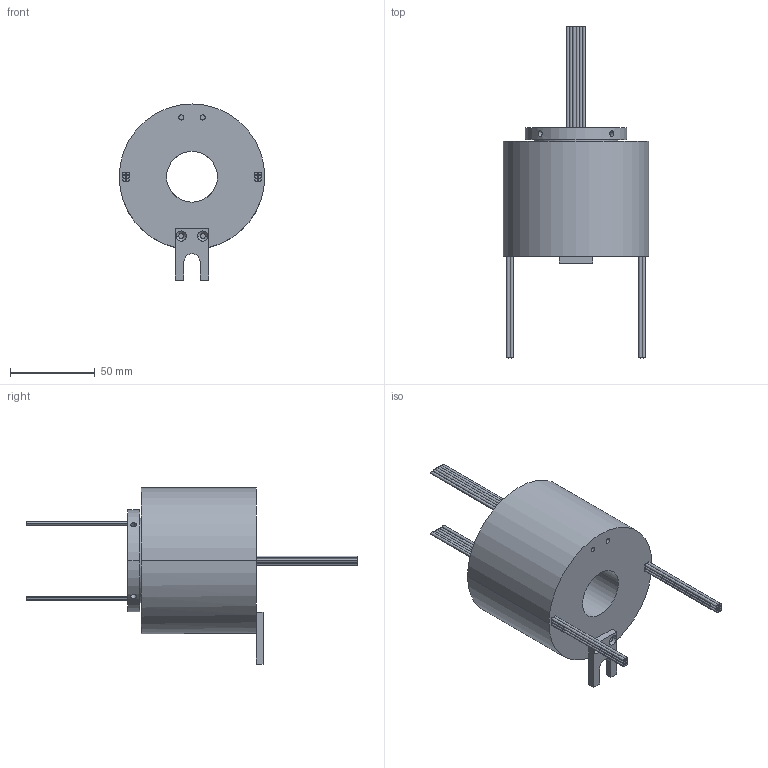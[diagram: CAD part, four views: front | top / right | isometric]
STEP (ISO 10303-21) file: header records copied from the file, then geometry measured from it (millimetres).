
FILE_DESCRIPTION((''),'2;1');
FILE_NAME('H3086-12','2020-03-05T',('ztq'),(''),'PRO/ENGINEER BY PARAMETRIC TECHNOLOGY CORPORATION, 2015240','PRO/ENGINEER BY PARAMETRIC TECHNOLOGY CORPORATION, 2015240','');
FILE_SCHEMA(('CONFIG_CONTROL_DESIGN'));
Length unit declared in the file: millimetre
Products named in the file (1): H3086-12
Bounding box: 86 x 196 x 104 mm (x, y, z)
Volume: 367743.4 mm3; surface area: 48907.7 mm2
Topology: 1 solids, 1 shells, 125 faces, 266 edges, 174 vertices
Faces by surface type: cylinder 75, plane 42, cone 8
Entity records: 3610 total; most frequent: CARTESIAN_POINT 725, DIRECTION 644, ORIENTED_EDGE 532, AXIS2_PLACEMENT_3D 269, EDGE_CURVE 266, VERTEX_POINT 174, EDGE_LOOP 166, CIRCLE 144
